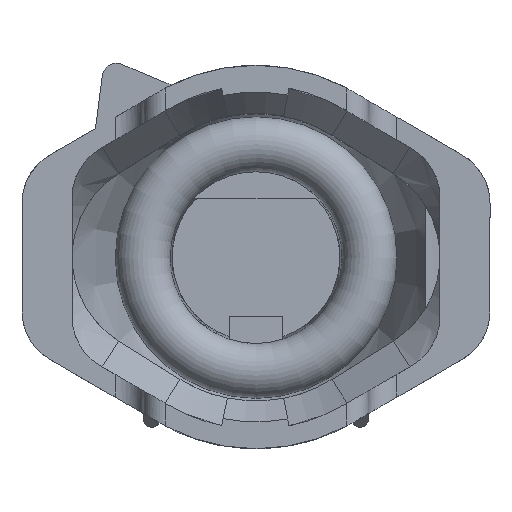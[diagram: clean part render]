
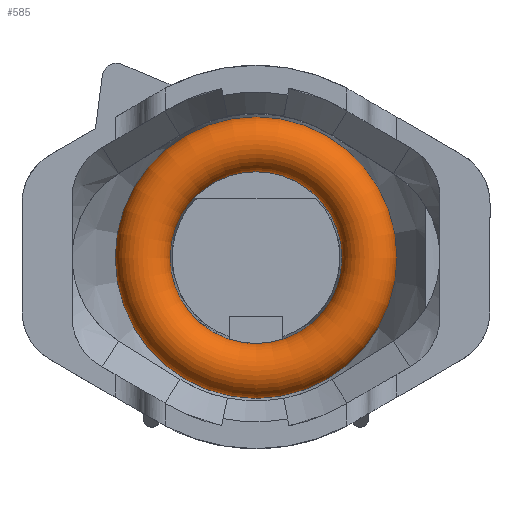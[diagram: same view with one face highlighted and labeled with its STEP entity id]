
A CAD part, top view. The second image highlights one B-rep face of the part: STEP entity #585.
In plain terms, the highlighted toroidal (fillet/blend) face has major radius 4.021 mm and minor radius 0.971 mm.
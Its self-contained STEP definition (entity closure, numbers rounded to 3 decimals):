
#49=TOROIDAL_SURFACE('',#3951,4.021,0.97);
#150=VERTEX_LOOP('',#2499);
#175=FACE_BOUND('',#150,.T.);
#585=ADVANCED_FACE('',(#175),#49,.T.);
#2499=VERTEX_POINT('',#6608);
#3951=AXIS2_PLACEMENT_3D('',#6609,#4902,#4903);
#4902=DIRECTION('',(0.,0.,-1.));
#4903=DIRECTION('',(1.,0.,0.));
#6608=CARTESIAN_POINT('',(4.992,0.,-10.73));
#6609=CARTESIAN_POINT('',(0.,0.,-10.73));
